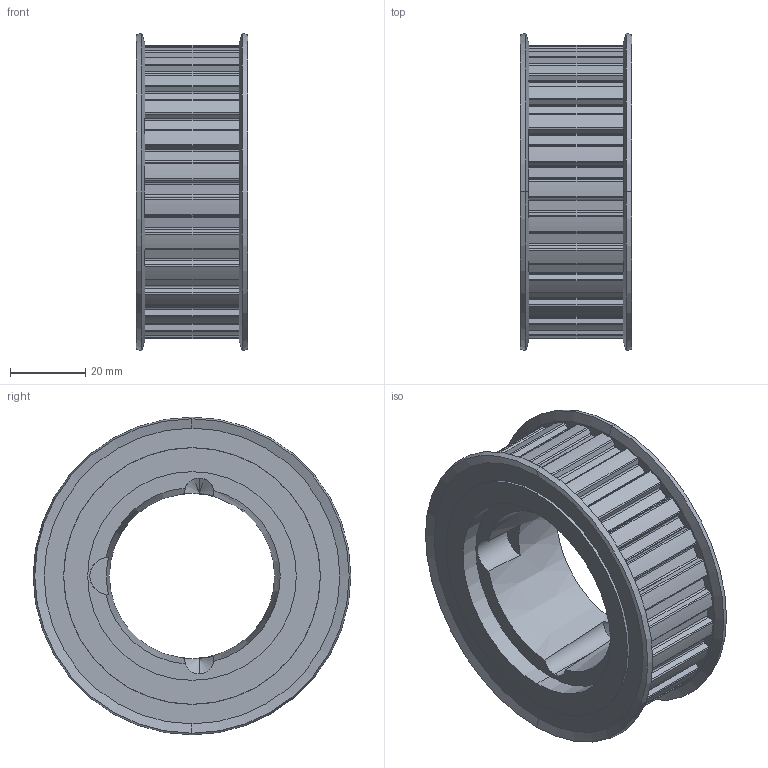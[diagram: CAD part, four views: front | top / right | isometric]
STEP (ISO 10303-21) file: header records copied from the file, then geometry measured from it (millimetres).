
FILE_DESCRIPTION (( 'STEP AP214' ), '1' );
FILE_NAME ('STL26L100AF-1210.step', '2019-07-31T13:31:43', ( '' ), ( '' ), 'SwSTEP 2.0', 'SolidWorks 2018', '' );
FILE_SCHEMA (( 'AUTOMOTIVE_DESIGN' ));
Length unit declared in the file: millimetre
Products named in the file (1): STL26L100AF-1210
Bounding box: 29.66 x 84.58 x 84.58 mm (x, y, z)
Volume: 83689.9 mm3; surface area: 24731.9 mm2
Topology: 1 solids, 1 shells, 271 faces, 783 edges, 517 vertices
Faces by surface type: cylinder 165, plane 88, cone 18
Entity records: 9330 total; most frequent: DIRECTION 1664, CARTESIAN_POINT 1634, ORIENTED_EDGE 1558, EDGE_CURVE 779, AXIS2_PLACEMENT_3D 625, VERTEX_POINT 517, LINE 414, VECTOR 414
